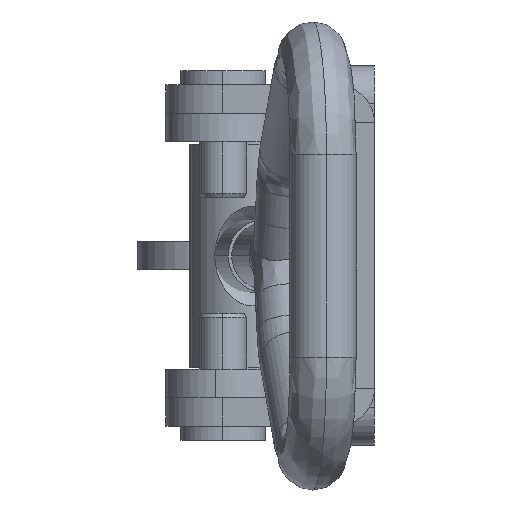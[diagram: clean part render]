
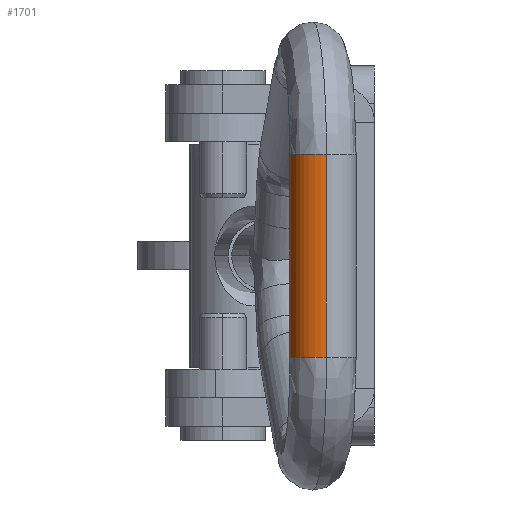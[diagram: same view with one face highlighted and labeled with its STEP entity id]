
A CAD part, left-side view. The second image highlights one B-rep face of the part: STEP entity #1701.
In plain terms, the highlighted free-form (B-spline) face has degree [3, 1] with [4, 2] control points.
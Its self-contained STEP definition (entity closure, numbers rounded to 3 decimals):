
#163 = CARTESIAN_POINT ( 'NONE',  ( 10.72, 88.5, 7. ) ) ;
#165 = CARTESIAN_POINT ( 'NONE',  ( 10.68, 95.5, 0. ) ) ;
#169 = CARTESIAN_POINT ( 'NONE',  ( 10.68, 95.5, 0. ) ) ;
#281 = CIRCLE ( 'NONE', #1305, 3.5 ) ;
#476 = EDGE_CURVE ( 'NONE', #3804, #961, #2673, .T. ) ;
#496 = AXIS2_PLACEMENT_3D ( 'NONE', #2606, #4421, #4534 ) ;
#604 = DIRECTION ( 'NONE',  ( 0.006, -1., 0. ) ) ;
#635 = CARTESIAN_POINT ( 'NONE',  ( -10.72, 95.5, 0. ) ) ;
#789 = EDGE_CURVE ( 'NONE', #961, #1844, #5078, .T. ) ;
#961 = VERTEX_POINT ( 'NONE', #3634 ) ;
#1113 = EDGE_CURVE ( 'NONE', #4535, #1844, #5200, .T. ) ;
#1207 = CARTESIAN_POINT ( 'NONE',  ( 10.72, 88.5, 0. ) ) ;
#1305 = AXIS2_PLACEMENT_3D ( 'NONE', #1577, #4300, #604 ) ;
#1329 = DIRECTION ( 'NONE',  ( -1., 0., 0. ) ) ;
#1352 =( BOUNDED_SURFACE ( )  B_SPLINE_SURFACE ( 3, 1, ( 
 ( #1207, #5038 ),
 ( #163, #2852 ),
 ( #4717, #3016 ),
 ( #165, #4172 ) ),
 .UNSPECIFIED., .F., .F., .F. ) 
 B_SPLINE_SURFACE_WITH_KNOTS ( ( 4, 4 ),
 ( 2, 2 ),
 ( 0., 1. ),
 ( 0., 1. ),
 .UNSPECIFIED. ) 
 GEOMETRIC_REPRESENTATION_ITEM ( )  RATIONAL_B_SPLINE_SURFACE ( (
 ( 1., 1.),
 ( 0.333, 0.333),
 ( 0.333, 0.333),
 ( 1., 1.) ) ) 
 REPRESENTATION_ITEM ( '' )  SURFACE ( )  );
#1382 = FACE_OUTER_BOUND ( 'NONE', #1863, .T. ) ;
#1454 = DIRECTION ( 'NONE',  ( -1., 0., 0. ) ) ;
#1577 = CARTESIAN_POINT ( 'NONE',  ( 10.7, 92., 0. ) ) ;
#1688 = VECTOR ( 'NONE', #1329, 1000. ) ;
#1701 = ADVANCED_FACE ( 'NONE', ( #1382 ), #1352, .T. ) ;
#1732 = EDGE_CURVE ( 'NONE', #3804, #4535, #281, .T. ) ;
#1844 = VERTEX_POINT ( 'NONE', #635 ) ;
#1863 = EDGE_LOOP ( 'NONE', ( #5534, #2979, #3068, #5304 ) ) ;
#2606 = CARTESIAN_POINT ( 'NONE',  ( -10.7, 92., 0. ) ) ;
#2673 = LINE ( 'NONE', #2993, #1688 ) ;
#2852 = CARTESIAN_POINT ( 'NONE',  ( -10.68, 88.5, 7. ) ) ;
#2979 = ORIENTED_EDGE ( 'NONE', *, *, #1113, .T. ) ;
#2993 = CARTESIAN_POINT ( 'NONE',  ( 10.72, 88.5, 0. ) ) ;
#3016 = CARTESIAN_POINT ( 'NONE',  ( -10.72, 95.5, 7. ) ) ;
#3068 = ORIENTED_EDGE ( 'NONE', *, *, #789, .F. ) ;
#3634 = CARTESIAN_POINT ( 'NONE',  ( -10.68, 88.5, 0. ) ) ;
#3804 = VERTEX_POINT ( 'NONE', #3993 ) ;
#3975 = VECTOR ( 'NONE', #1454, 1000. ) ;
#3993 = CARTESIAN_POINT ( 'NONE',  ( 10.72, 88.5, 0. ) ) ;
#4172 = CARTESIAN_POINT ( 'NONE',  ( -10.72, 95.5, 0. ) ) ;
#4300 = DIRECTION ( 'NONE',  ( -1., -0.006, 0. ) ) ;
#4421 = DIRECTION ( 'NONE',  ( -1., -0.006, 0. ) ) ;
#4534 = DIRECTION ( 'NONE',  ( 0.006, -1., 0. ) ) ;
#4535 = VERTEX_POINT ( 'NONE', #169 ) ;
#4717 = CARTESIAN_POINT ( 'NONE',  ( 10.68, 95.5, 7. ) ) ;
#5038 = CARTESIAN_POINT ( 'NONE',  ( -10.68, 88.5, 0. ) ) ;
#5078 = CIRCLE ( 'NONE', #496, 3.5 ) ;
#5200 = LINE ( 'NONE', #5584, #3975 ) ;
#5304 = ORIENTED_EDGE ( 'NONE', *, *, #476, .F. ) ;
#5534 = ORIENTED_EDGE ( 'NONE', *, *, #1732, .T. ) ;
#5584 = CARTESIAN_POINT ( 'NONE',  ( 10.68, 95.5, 0. ) ) ;
